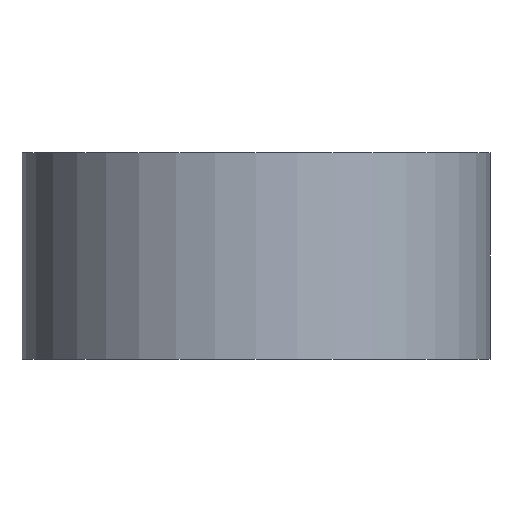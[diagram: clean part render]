
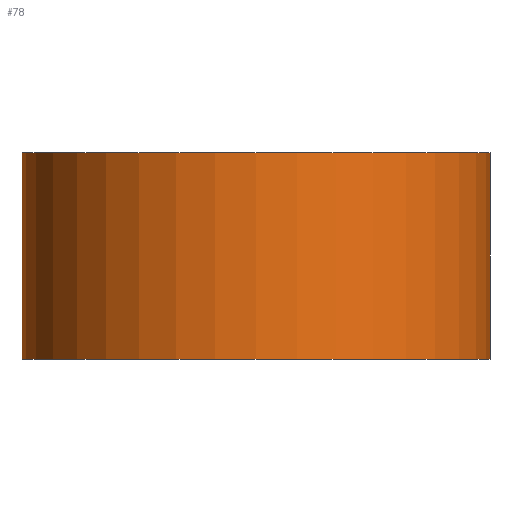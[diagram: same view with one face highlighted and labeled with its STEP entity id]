
A CAD part, front view. The second image highlights one B-rep face of the part: STEP entity #78.
In plain terms, the highlighted cylindrical face has radius 12.7 mm (diameter 25.4 mm), a partial arc.
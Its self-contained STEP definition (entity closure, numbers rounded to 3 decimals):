
#5 = CARTESIAN_POINT ( 'NONE',  ( -12.7, 0., 8.01 ) ) ;
#12 = CARTESIAN_POINT ( 'NONE',  ( 12.7, 0., 8.01 ) ) ;
#13 = CARTESIAN_POINT ( 'NONE',  ( 0., 0., -3.21 ) ) ;
#15 = ORIENTED_EDGE ( 'NONE', *, *, #95, .T. ) ;
#16 = DIRECTION ( 'NONE',  ( 1., 0., 0. ) ) ;
#31 = DIRECTION ( 'NONE',  ( 0., 0., 1. ) ) ;
#36 = CARTESIAN_POINT ( 'NONE',  ( 0., 0., 8.01 ) ) ;
#37 = CIRCLE ( 'NONE', #236, 12.7 ) ;
#38 = CARTESIAN_POINT ( 'NONE',  ( -12.7, 0., -3.21 ) ) ;
#42 = AXIS2_PLACEMENT_3D ( 'NONE', #262, #124, #215 ) ;
#45 = ORIENTED_EDGE ( 'NONE', *, *, #207, .F. ) ;
#54 = ORIENTED_EDGE ( 'NONE', *, *, #251, .T. ) ;
#62 = DIRECTION ( 'NONE',  ( 0., 0., -1. ) ) ;
#69 = EDGE_LOOP ( 'NONE', ( #45, #137, #223, #97, #15, #54 ) ) ;
#72 = VERTEX_POINT ( 'NONE', #187 ) ;
#78 = ADVANCED_FACE ( 'NONE', ( #292 ), #253, .T. ) ;
#81 = VERTEX_POINT ( 'NONE', #5 ) ;
#86 = AXIS2_PLACEMENT_3D ( 'NONE', #143, #229, #256 ) ;
#95 = EDGE_CURVE ( 'NONE', #140, #72, #227, .T. ) ;
#97 = ORIENTED_EDGE ( 'NONE', *, *, #192, .T. ) ;
#100 = AXIS2_PLACEMENT_3D ( 'NONE', #36, #62, #16 ) ;
#107 = CARTESIAN_POINT ( 'NONE',  ( -12.7, 0., -3.21 ) ) ;
#112 = VERTEX_POINT ( 'NONE', #211 ) ;
#117 = LINE ( 'NONE', #107, #222 ) ;
#124 = DIRECTION ( 'NONE',  ( 0., 0., -1. ) ) ;
#125 = DIRECTION ( 'NONE',  ( 1., 0., 0. ) ) ;
#133 = DIRECTION ( 'NONE',  ( 0., 0., 1. ) ) ;
#137 = ORIENTED_EDGE ( 'NONE', *, *, #266, .T. ) ;
#138 = VERTEX_POINT ( 'NONE', #146 ) ;
#140 = VERTEX_POINT ( 'NONE', #12 ) ;
#143 = CARTESIAN_POINT ( 'NONE',  ( 0., 0., -3.21 ) ) ;
#146 = CARTESIAN_POINT ( 'NONE',  ( 12.7, 0., -3.21 ) ) ;
#164 = DIRECTION ( 'NONE',  ( 0., 0., 1. ) ) ;
#170 = CIRCLE ( 'NONE', #180, 12.7 ) ;
#173 = EDGE_CURVE ( 'NONE', #112, #138, #170, .T. ) ;
#176 = VECTOR ( 'NONE', #31, 1000. ) ;
#180 = AXIS2_PLACEMENT_3D ( 'NONE', #13, #164, #125 ) ;
#184 = LINE ( 'NONE', #277, #176 ) ;
#187 = CARTESIAN_POINT ( 'NONE',  ( 0., -12.7, 8.01 ) ) ;
#192 = EDGE_CURVE ( 'NONE', #138, #140, #184, .T. ) ;
#196 = CARTESIAN_POINT ( 'NONE',  ( 0., 0., -3.21 ) ) ;
#204 = CIRCLE ( 'NONE', #100, 12.7 ) ;
#207 = EDGE_CURVE ( 'NONE', #282, #81, #117, .T. ) ;
#211 = CARTESIAN_POINT ( 'NONE',  ( 0., -12.7, -3.21 ) ) ;
#215 = DIRECTION ( 'NONE',  ( 1., 0., 0. ) ) ;
#221 = DIRECTION ( 'NONE',  ( 1., 0., 0. ) ) ;
#222 = VECTOR ( 'NONE', #284, 1000. ) ;
#223 = ORIENTED_EDGE ( 'NONE', *, *, #173, .T. ) ;
#227 = CIRCLE ( 'NONE', #42, 12.7 ) ;
#229 = DIRECTION ( 'NONE',  ( 0., 0., 1. ) ) ;
#236 = AXIS2_PLACEMENT_3D ( 'NONE', #196, #133, #221 ) ;
#251 = EDGE_CURVE ( 'NONE', #72, #81, #204, .T. ) ;
#253 = CYLINDRICAL_SURFACE ( 'NONE', #86, 12.7 ) ;
#256 = DIRECTION ( 'NONE',  ( 1., 0., 0. ) ) ;
#262 = CARTESIAN_POINT ( 'NONE',  ( 0., 0., 8.01 ) ) ;
#266 = EDGE_CURVE ( 'NONE', #282, #112, #37, .T. ) ;
#277 = CARTESIAN_POINT ( 'NONE',  ( 12.7, 0., -3.21 ) ) ;
#282 = VERTEX_POINT ( 'NONE', #38 ) ;
#284 = DIRECTION ( 'NONE',  ( 0., 0., 1. ) ) ;
#292 = FACE_OUTER_BOUND ( 'NONE', #69, .T. ) ;
